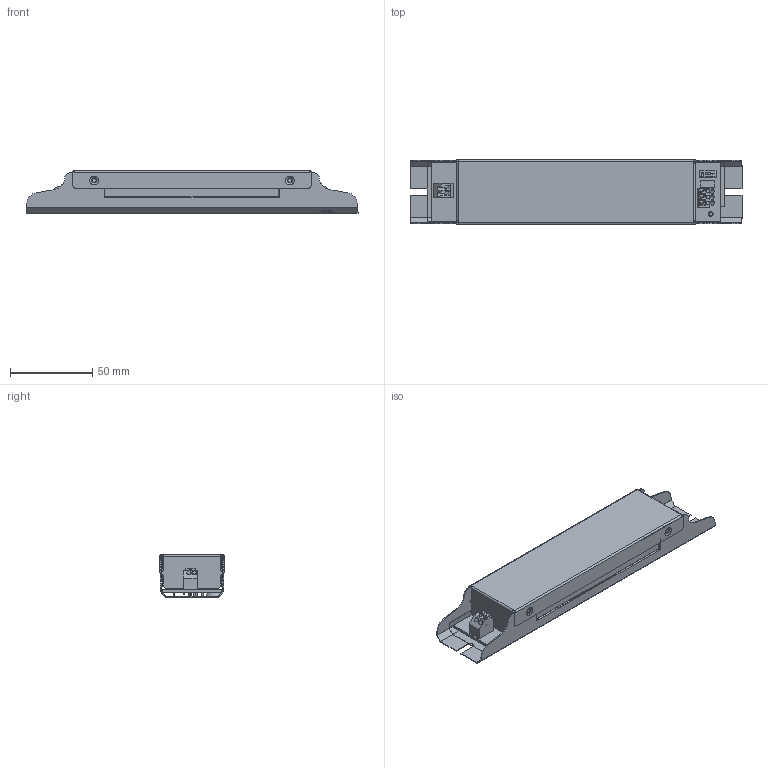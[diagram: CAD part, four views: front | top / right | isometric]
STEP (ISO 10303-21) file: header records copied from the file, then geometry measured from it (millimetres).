
FILE_DESCRIPTION(('STEP AP214'), '1');
FILE_NAME('ﾈﾏﾑ50-350ﾒﾄ(300-350) IP20 ﾎﾔﾈﾑ 0113', '', ('UNSPECIFIED'), ('UNSPECIFIED'), 'ASCON STEP Converter 1.6', 'ASCON Math Kernel', '');
FILE_SCHEMA(('AUTOMOTIVE_DESIGN { 1 0 10303 214 3 1 1}'));
Length unit declared in the file: millimetre
Products named in the file (1): ﾈﾏﾑ50-350ﾒﾄ(300-350) IP20 ﾎﾔﾈﾑ 0113
Bounding box: 202 x 39.5 x 26 mm (x, y, z)
Volume: 27982.8 mm3; surface area: 71945.4 mm2
Topology: 7 solids, 7 shells, 694 faces, 1897 edges, 1203 vertices
Faces by surface type: plane 461, cylinder 168, torus 30, sphere 23, bspline 5, extrusion 4, cone 3
Full cylindrical faces by diameter (mm): 0.7 x2, 2.9 x1, 3.2 x3, 5.6 x1
Entity records: 28027 total; most frequent: CARTESIAN_POINT 4987, ORIENTED_EDGE 3694, DIRECTION 3495, EDGE_CURVE 1847, VECTOR 1379, LINE 1375, VERTEX_POINT 1203, AXIS2_PLACEMENT_3D 1058
